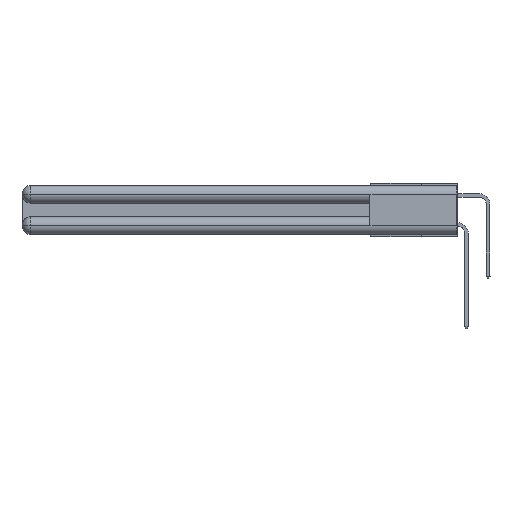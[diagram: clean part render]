
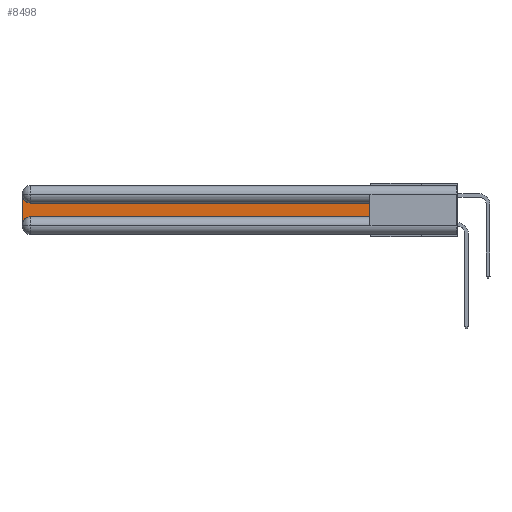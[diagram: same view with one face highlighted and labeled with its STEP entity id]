
A CAD part, left-side view. The second image highlights one B-rep face of the part: STEP entity #8498.
In plain terms, the highlighted planar face has unit normal (-1, 0, 0).
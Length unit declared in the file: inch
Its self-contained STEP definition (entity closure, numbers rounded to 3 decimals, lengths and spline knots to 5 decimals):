
#214 = CARTESIAN_POINT ( 'NONE',  ( 0.075, 0.6, -0.1225 ) ) ;
#993 = LINE ( 'NONE', #33211, #8502 ) ;
#1734 = CARTESIAN_POINT ( 'NONE',  ( 0.075, 3., -0.0625 ) ) ;
#2722 = CARTESIAN_POINT ( 'NONE',  ( 0.075, 0.6, -0.2175 ) ) ;
#4881 = VECTOR ( 'NONE', #34472, 39.37008 ) ;
#5028 = EDGE_CURVE ( 'NONE', #34345, #27095, #993, .T. ) ;
#5959 = DIRECTION ( 'NONE',  ( 0., 0., -1. ) ) ;
#7701 = DIRECTION ( 'NONE',  ( 0., 0., -1. ) ) ;
#7874 = ORIENTED_EDGE ( 'NONE', *, *, #35154, .T. ) ;
#7966 = VECTOR ( 'NONE', #19605, 39.37008 ) ;
#8426 = EDGE_CURVE ( 'NONE', #20255, #12837, #33474, .T. ) ;
#8498 = ADVANCED_FACE ( 'NONE', ( #34818 ), #25662, .F. ) ;
#8502 = VECTOR ( 'NONE', #7701, 39.37008 ) ;
#8750 = EDGE_CURVE ( 'NONE', #17445, #19208, #12852, .T. ) ;
#9390 = CARTESIAN_POINT ( 'NONE',  ( 0.075, 2.94, -0.1225 ) ) ;
#11902 = CARTESIAN_POINT ( 'NONE',  ( 0.075, 0.6, -0.2175 ) ) ;
#12837 = VERTEX_POINT ( 'NONE', #11902 ) ;
#12852 = LINE ( 'NONE', #34232, #4881 ) ;
#14116 = AXIS2_PLACEMENT_3D ( 'NONE', #30597, #33841, #22553 ) ;
#14646 = ORIENTED_EDGE ( 'NONE', *, *, #36964, .T. ) ;
#14957 = CARTESIAN_POINT ( 'NONE',  ( 0.075, 2.94, -0.2175 ) ) ;
#16341 = AXIS2_PLACEMENT_3D ( 'NONE', #18986, #16968, #5959 ) ;
#16968 = DIRECTION ( 'NONE',  ( 1., 0., 0. ) ) ;
#17445 = VERTEX_POINT ( 'NONE', #214 ) ;
#18986 = CARTESIAN_POINT ( 'NONE',  ( 0.075, 3., -0.1225 ) ) ;
#19208 = VERTEX_POINT ( 'NONE', #9390 ) ;
#19388 = EDGE_LOOP ( 'NONE', ( #31888, #23949, #32788, #14646, #29022, #7874 ) ) ;
#19605 = DIRECTION ( 'NONE',  ( 0., -1., 0. ) ) ;
#20248 = DIRECTION ( 'NONE',  ( 0., 0., 1. ) ) ;
#20255 = VERTEX_POINT ( 'NONE', #14957 ) ;
#20879 = CARTESIAN_POINT ( 'NONE',  ( 0.075, 3., -0.2775 ) ) ;
#22553 = DIRECTION ( 'NONE',  ( 0., 0., -1. ) ) ;
#23231 = EDGE_CURVE ( 'NONE', #19208, #34345, #33169, .T. ) ;
#23949 = ORIENTED_EDGE ( 'NONE', *, *, #23231, .T. ) ;
#24927 = CIRCLE ( 'NONE', #36481, 0.06 ) ;
#25662 = PLANE ( 'NONE',  #16341 ) ;
#27095 = VERTEX_POINT ( 'NONE', #20879 ) ;
#27225 = DIRECTION ( 'NONE',  ( 1., 0., 0. ) ) ;
#27481 = CARTESIAN_POINT ( 'NONE',  ( 0.075, 2.94, -0.2775 ) ) ;
#29022 = ORIENTED_EDGE ( 'NONE', *, *, #8426, .T. ) ;
#29562 = VECTOR ( 'NONE', #20248, 39.37008 ) ;
#30597 = CARTESIAN_POINT ( 'NONE',  ( 0.075, 2.94, -0.0625 ) ) ;
#31888 = ORIENTED_EDGE ( 'NONE', *, *, #8750, .T. ) ;
#32788 = ORIENTED_EDGE ( 'NONE', *, *, #5028, .T. ) ;
#32874 = DIRECTION ( 'NONE',  ( 0., 0., -1. ) ) ;
#33169 = CIRCLE ( 'NONE', #14116, 0.06 ) ;
#33211 = CARTESIAN_POINT ( 'NONE',  ( 0.075, 3., -0.2175 ) ) ;
#33474 = LINE ( 'NONE', #2722, #7966 ) ;
#33841 = DIRECTION ( 'NONE',  ( 1., 0., 0. ) ) ;
#34232 = CARTESIAN_POINT ( 'NONE',  ( 0.075, 0.6, -0.1225 ) ) ;
#34345 = VERTEX_POINT ( 'NONE', #1734 ) ;
#34472 = DIRECTION ( 'NONE',  ( 0., 1., 0. ) ) ;
#34818 = FACE_OUTER_BOUND ( 'NONE', #19388, .T. ) ;
#34831 = CARTESIAN_POINT ( 'NONE',  ( 0.075, 0.6, -0.2175 ) ) ;
#35154 = EDGE_CURVE ( 'NONE', #12837, #17445, #35396, .T. ) ;
#35396 = LINE ( 'NONE', #34831, #29562 ) ;
#36481 = AXIS2_PLACEMENT_3D ( 'NONE', #27481, #27225, #32874 ) ;
#36964 = EDGE_CURVE ( 'NONE', #27095, #20255, #24927, .T. ) ;
